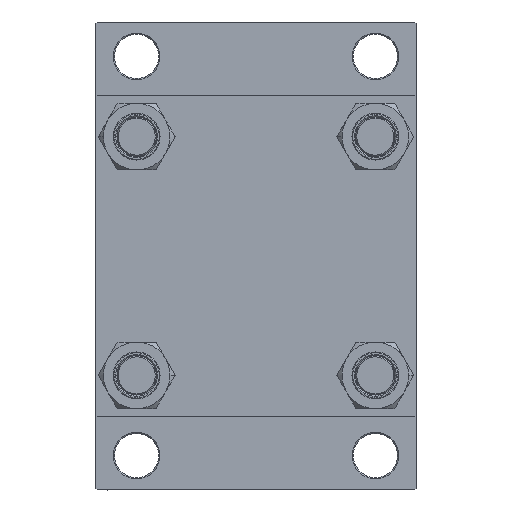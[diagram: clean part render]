
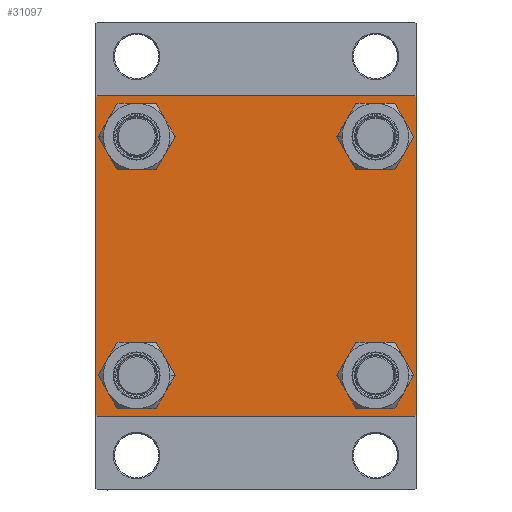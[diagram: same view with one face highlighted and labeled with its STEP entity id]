
A CAD part, left-side view. The second image highlights one B-rep face of the part: STEP entity #31097.
In plain terms, the highlighted planar face has unit normal (-1, 0, 0).
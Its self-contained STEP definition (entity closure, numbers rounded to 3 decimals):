
#327 = EDGE_CURVE ( 'NONE', #11003, #46799, #18727, .T. ) ;
#860 = CARTESIAN_POINT ( 'NONE',  ( 0., 48.45, 48.45 ) ) ;
#1493 = EDGE_CURVE ( 'NONE', #33927, #22310, #7575, .T. ) ;
#1509 = CARTESIAN_POINT ( 'NONE',  ( 0., 0., 0. ) ) ;
#1933 = DIRECTION ( 'NONE',  ( 0., 0., 1. ) ) ;
#2002 = ORIENTED_EDGE ( 'NONE', *, *, #23320, .T. ) ;
#2610 = VERTEX_POINT ( 'NONE', #18888 ) ;
#3393 = ORIENTED_EDGE ( 'NONE', *, *, #14348, .F. ) ;
#3433 = VECTOR ( 'NONE', #26295, 1000. ) ;
#3585 = ORIENTED_EDGE ( 'NONE', *, *, #48330, .T. ) ;
#3657 = AXIS2_PLACEMENT_3D ( 'NONE', #45589, #11618, #26499 ) ;
#5277 = EDGE_LOOP ( 'NONE', ( #31741, #14324 ) ) ;
#5332 = ORIENTED_EDGE ( 'NONE', *, *, #23327, .T. ) ;
#5350 = DIRECTION ( 'NONE',  ( 0., 0.707, 0.707 ) ) ;
#5498 = VERTEX_POINT ( 'NONE', #6218 ) ;
#5600 = LINE ( 'NONE', #39320, #30575 ) ;
#5622 = VERTEX_POINT ( 'NONE', #5868 ) ;
#5868 = CARTESIAN_POINT ( 'NONE',  ( 0., -64.5, 65. ) ) ;
#6070 = DIRECTION ( 'NONE',  ( 1., 0., 0. ) ) ;
#6192 = CARTESIAN_POINT ( 'NONE',  ( 0., 48.45, 56.95 ) ) ;
#6218 = CARTESIAN_POINT ( 'NONE',  ( 0., 48.45, -56.95 ) ) ;
#6481 = LINE ( 'NONE', #25491, #12295 ) ;
#6700 = CARTESIAN_POINT ( 'NONE',  ( 0., 48.45, -39.95 ) ) ;
#7257 = ORIENTED_EDGE ( 'NONE', *, *, #26070, .T. ) ;
#7321 = DIRECTION ( 'NONE',  ( 1., 0., 0. ) ) ;
#7575 = CIRCLE ( 'NONE', #3657, 8.5 ) ;
#7843 = DIRECTION ( 'NONE',  ( 1., 0., 0. ) ) ;
#8157 = VERTEX_POINT ( 'NONE', #36536 ) ;
#8173 = AXIS2_PLACEMENT_3D ( 'NONE', #13050, #31847, #19882 ) ;
#8380 = ORIENTED_EDGE ( 'NONE', *, *, #30624, .T. ) ;
#8567 = ORIENTED_EDGE ( 'NONE', *, *, #23980, .T. ) ;
#8835 = FACE_OUTER_BOUND ( 'NONE', #42376, .T. ) ;
#9075 = DIRECTION ( 'NONE',  ( -1., 0., 0. ) ) ;
#9513 = ORIENTED_EDGE ( 'NONE', *, *, #41788, .F. ) ;
#9721 = CARTESIAN_POINT ( 'NONE',  ( 0., 65., -65. ) ) ;
#9771 = AXIS2_PLACEMENT_3D ( 'NONE', #20194, #7843, #46601 ) ;
#9980 = VERTEX_POINT ( 'NONE', #40779 ) ;
#10496 = CARTESIAN_POINT ( 'NONE',  ( 0., 64.5, 65. ) ) ;
#11003 = VERTEX_POINT ( 'NONE', #13179 ) ;
#11422 = CARTESIAN_POINT ( 'NONE',  ( 0., 64.75, -64.75 ) ) ;
#11444 = ORIENTED_EDGE ( 'NONE', *, *, #19503, .T. ) ;
#11551 = ORIENTED_EDGE ( 'NONE', *, *, #327, .T. ) ;
#11618 = DIRECTION ( 'NONE',  ( 1., 0., 0. ) ) ;
#12295 = VECTOR ( 'NONE', #47288, 1000. ) ;
#12720 = VECTOR ( 'NONE', #23529, 1000. ) ;
#12981 = FACE_BOUND ( 'NONE', #32305, .T. ) ;
#13050 = CARTESIAN_POINT ( 'NONE',  ( 0., 48.45, -48.45 ) ) ;
#13179 = CARTESIAN_POINT ( 'NONE',  ( 0., 65., -64.5 ) ) ;
#13595 = AXIS2_PLACEMENT_3D ( 'NONE', #39547, #6070, #42744 ) ;
#13689 = CARTESIAN_POINT ( 'NONE',  ( 0., 65., 65. ) ) ;
#14324 = ORIENTED_EDGE ( 'NONE', *, *, #31699, .T. ) ;
#14348 = EDGE_CURVE ( 'NONE', #38859, #16320, #5600, .T. ) ;
#15515 = DIRECTION ( 'NONE',  ( 1., 0., 0. ) ) ;
#15977 = DIRECTION ( 'NONE',  ( 0., 0., -1. ) ) ;
#16096 = CARTESIAN_POINT ( 'NONE',  ( 0., -48.45, 48.45 ) ) ;
#16320 = VERTEX_POINT ( 'NONE', #23297 ) ;
#17189 = VERTEX_POINT ( 'NONE', #6192 ) ;
#17415 = EDGE_CURVE ( 'NONE', #17189, #2610, #18031, .T. ) ;
#18031 = CIRCLE ( 'NONE', #40741, 8.5 ) ;
#18727 = LINE ( 'NONE', #11422, #3433 ) ;
#18888 = CARTESIAN_POINT ( 'NONE',  ( 0., 48.45, 39.95 ) ) ;
#19160 = CARTESIAN_POINT ( 'NONE',  ( 0., 64.75, 64.75 ) ) ;
#19482 = EDGE_CURVE ( 'NONE', #42422, #11003, #42141, .T. ) ;
#19503 = EDGE_CURVE ( 'NONE', #22273, #42422, #30380, .T. ) ;
#19882 = DIRECTION ( 'NONE',  ( 0., 0., 1. ) ) ;
#20116 = AXIS2_PLACEMENT_3D ( 'NONE', #860, #15515, #30651 ) ;
#20194 = CARTESIAN_POINT ( 'NONE',  ( 0., 48.45, -48.45 ) ) ;
#20586 = CIRCLE ( 'NONE', #13595, 8.5 ) ;
#21592 = AXIS2_PLACEMENT_3D ( 'NONE', #1509, #9075, #23950 ) ;
#21952 = DIRECTION ( 'NONE',  ( 0., -1., 0. ) ) ;
#22273 = VERTEX_POINT ( 'NONE', #10496 ) ;
#22310 = VERTEX_POINT ( 'NONE', #26825 ) ;
#23297 = CARTESIAN_POINT ( 'NONE',  ( 0., -65., -64.5 ) ) ;
#23320 = EDGE_CURVE ( 'NONE', #38859, #5622, #46636, .T. ) ;
#23327 = EDGE_CURVE ( 'NONE', #22310, #33927, #20586, .T. ) ;
#23529 = DIRECTION ( 'NONE',  ( 0., 0.707, -0.707 ) ) ;
#23950 = DIRECTION ( 'NONE',  ( 0., 0., 1. ) ) ;
#23980 = EDGE_CURVE ( 'NONE', #39542, #5498, #40956, .T. ) ;
#24066 = CARTESIAN_POINT ( 'NONE',  ( 0., 64.5, -65. ) ) ;
#24347 = EDGE_LOOP ( 'NONE', ( #3585, #29889 ) ) ;
#24597 = DIRECTION ( 'NONE',  ( 0., -1., 0. ) ) ;
#25491 = CARTESIAN_POINT ( 'NONE',  ( 0., -64.75, -64.75 ) ) ;
#26070 = EDGE_CURVE ( 'NONE', #5498, #39542, #33997, .T. ) ;
#26120 = DIRECTION ( 'NONE',  ( 1., 0., 0. ) ) ;
#26295 = DIRECTION ( 'NONE',  ( 0., -0.707, -0.707 ) ) ;
#26499 = DIRECTION ( 'NONE',  ( 0., 0., 1. ) ) ;
#26825 = CARTESIAN_POINT ( 'NONE',  ( 0., -48.45, -39.95 ) ) ;
#26858 = CARTESIAN_POINT ( 'NONE',  ( 0., -65., 64.5 ) ) ;
#27136 = FACE_BOUND ( 'NONE', #24347, .T. ) ;
#27233 = VECTOR ( 'NONE', #24597, 1000. ) ;
#27487 = ORIENTED_EDGE ( 'NONE', *, *, #34486, .T. ) ;
#28321 = CIRCLE ( 'NONE', #37753, 8.5 ) ;
#28612 = EDGE_LOOP ( 'NONE', ( #8567, #7257 ) ) ;
#28677 = CIRCLE ( 'NONE', #20116, 8.5 ) ;
#29790 = CARTESIAN_POINT ( 'NONE',  ( 0., 48.45, 48.45 ) ) ;
#29889 = ORIENTED_EDGE ( 'NONE', *, *, #30447, .T. ) ;
#30380 = LINE ( 'NONE', #19160, #12720 ) ;
#30447 = EDGE_CURVE ( 'NONE', #9980, #47490, #41183, .T. ) ;
#30575 = VECTOR ( 'NONE', #35413, 1000. ) ;
#30624 = EDGE_CURVE ( 'NONE', #8157, #16320, #6481, .T. ) ;
#30651 = DIRECTION ( 'NONE',  ( 0., 0., 1. ) ) ;
#30875 = CARTESIAN_POINT ( 'NONE',  ( 0., 65., 65. ) ) ;
#30993 = DIRECTION ( 'NONE',  ( 1., 0., 0. ) ) ;
#31097 = ADVANCED_FACE ( 'NONE', ( #27136, #12981, #42327, #41847, #8835 ), #34979, .T. ) ;
#31545 = VECTOR ( 'NONE', #5350, 1000. ) ;
#31699 = EDGE_CURVE ( 'NONE', #2610, #17189, #28677, .T. ) ;
#31741 = ORIENTED_EDGE ( 'NONE', *, *, #17415, .T. ) ;
#31847 = DIRECTION ( 'NONE',  ( 1., 0., 0. ) ) ;
#31952 = CARTESIAN_POINT ( 'NONE',  ( 0., -64.75, 64.75 ) ) ;
#32305 = EDGE_LOOP ( 'NONE', ( #5332, #41614 ) ) ;
#32484 = LINE ( 'NONE', #13689, #40646 ) ;
#33927 = VERTEX_POINT ( 'NONE', #34732 ) ;
#33997 = CIRCLE ( 'NONE', #9771, 8.5 ) ;
#34486 = EDGE_CURVE ( 'NONE', #46799, #8157, #43206, .T. ) ;
#34568 = VECTOR ( 'NONE', #15977, 1000. ) ;
#34732 = CARTESIAN_POINT ( 'NONE',  ( 0., -48.45, -56.95 ) ) ;
#34979 = PLANE ( 'NONE',  #21592 ) ;
#35413 = DIRECTION ( 'NONE',  ( 0., 0., -1. ) ) ;
#36398 = CARTESIAN_POINT ( 'NONE',  ( 0., -48.45, 48.45 ) ) ;
#36536 = CARTESIAN_POINT ( 'NONE',  ( 0., -64.5, -65. ) ) ;
#36646 = CARTESIAN_POINT ( 'NONE',  ( 0., -48.45, 56.95 ) ) ;
#37753 = AXIS2_PLACEMENT_3D ( 'NONE', #16096, #30993, #1933 ) ;
#38859 = VERTEX_POINT ( 'NONE', #26858 ) ;
#39267 = CARTESIAN_POINT ( 'NONE',  ( 0., 65., 64.5 ) ) ;
#39320 = CARTESIAN_POINT ( 'NONE',  ( 0., -65., 65. ) ) ;
#39542 = VERTEX_POINT ( 'NONE', #6700 ) ;
#39547 = CARTESIAN_POINT ( 'NONE',  ( 0., -48.45, -48.45 ) ) ;
#40053 = ORIENTED_EDGE ( 'NONE', *, *, #19482, .T. ) ;
#40646 = VECTOR ( 'NONE', #21952, 1000. ) ;
#40741 = AXIS2_PLACEMENT_3D ( 'NONE', #29790, #26120, #44730 ) ;
#40779 = CARTESIAN_POINT ( 'NONE',  ( 0., -48.45, 39.95 ) ) ;
#40956 = CIRCLE ( 'NONE', #8173, 8.5 ) ;
#41183 = CIRCLE ( 'NONE', #46614, 8.5 ) ;
#41614 = ORIENTED_EDGE ( 'NONE', *, *, #1493, .T. ) ;
#41788 = EDGE_CURVE ( 'NONE', #22273, #5622, #32484, .T. ) ;
#41847 = FACE_BOUND ( 'NONE', #5277, .T. ) ;
#42141 = LINE ( 'NONE', #30875, #34568 ) ;
#42327 = FACE_BOUND ( 'NONE', #28612, .T. ) ;
#42376 = EDGE_LOOP ( 'NONE', ( #40053, #11551, #27487, #8380, #3393, #2002, #9513, #11444 ) ) ;
#42422 = VERTEX_POINT ( 'NONE', #39267 ) ;
#42744 = DIRECTION ( 'NONE',  ( 0., 0., 1. ) ) ;
#43206 = LINE ( 'NONE', #9721, #27233 ) ;
#43975 = DIRECTION ( 'NONE',  ( 0., 0., 1. ) ) ;
#44730 = DIRECTION ( 'NONE',  ( 0., 0., 1. ) ) ;
#45589 = CARTESIAN_POINT ( 'NONE',  ( 0., -48.45, -48.45 ) ) ;
#46601 = DIRECTION ( 'NONE',  ( 0., 0., 1. ) ) ;
#46614 = AXIS2_PLACEMENT_3D ( 'NONE', #36398, #7321, #43975 ) ;
#46636 = LINE ( 'NONE', #31952, #31545 ) ;
#46799 = VERTEX_POINT ( 'NONE', #24066 ) ;
#47288 = DIRECTION ( 'NONE',  ( 0., -0.707, 0.707 ) ) ;
#47490 = VERTEX_POINT ( 'NONE', #36646 ) ;
#48330 = EDGE_CURVE ( 'NONE', #47490, #9980, #28321, .T. ) ;
